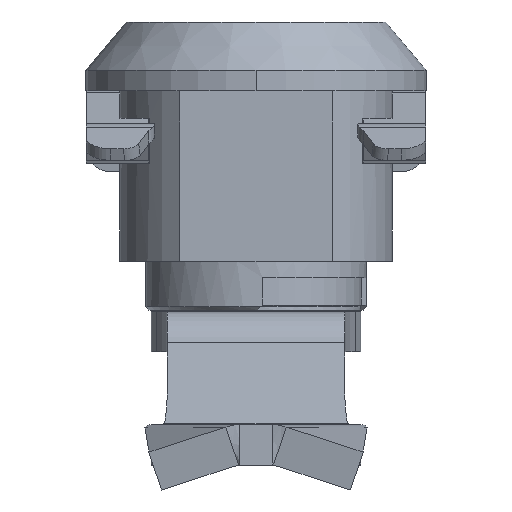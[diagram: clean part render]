
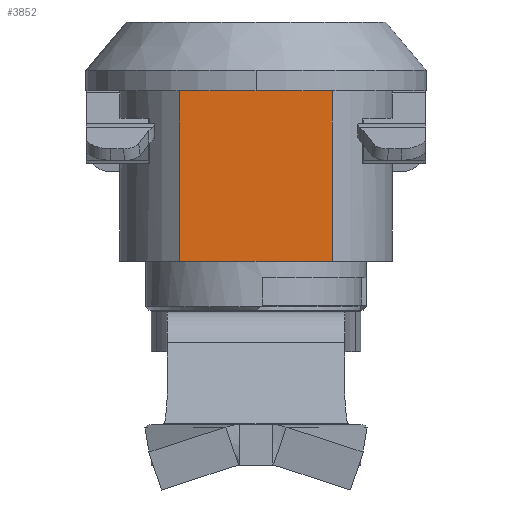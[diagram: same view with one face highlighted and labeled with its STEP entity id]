
A CAD part, left-side view. The second image highlights one B-rep face of the part: STEP entity #3852.
In plain terms, the highlighted planar face has unit normal (-1, 0, 0).
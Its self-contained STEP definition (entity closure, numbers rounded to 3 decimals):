
#84 = CARTESIAN_POINT ( 'NONE',  ( -119.861, -0.988, 51.118 ) ) ;
#196 = VECTOR ( 'NONE', #4601, 1000. ) ;
#289 = LINE ( 'NONE', #3140, #6836 ) ;
#351 = VERTEX_POINT ( 'NONE', #5816 ) ;
#441 = EDGE_CURVE ( 'NONE', #1651, #351, #777, .T. ) ;
#716 = VECTOR ( 'NONE', #2494, 1000. ) ;
#777 = LINE ( 'NONE', #84, #4608 ) ;
#827 = CARTESIAN_POINT ( 'NONE',  ( -119.861, 8.478, 61.661 ) ) ;
#861 = DIRECTION ( 'NONE',  ( 0., 0., 1. ) ) ;
#1174 = ORIENTED_EDGE ( 'NONE', *, *, #7562, .F. ) ;
#1310 = DIRECTION ( 'NONE',  ( 0., 1., 0. ) ) ;
#1651 = VERTEX_POINT ( 'NONE', #5357 ) ;
#1672 = DIRECTION ( 'NONE',  ( 0., 0., -1. ) ) ;
#1684 = ORIENTED_EDGE ( 'NONE', *, *, #441, .F. ) ;
#1892 = AXIS2_PLACEMENT_3D ( 'NONE', #4489, #6816, #1672 ) ;
#2494 = DIRECTION ( 'NONE',  ( 0., 0., -1. ) ) ;
#2572 = VERTEX_POINT ( 'NONE', #827 ) ;
#2755 = ORIENTED_EDGE ( 'NONE', *, *, #5006, .F. ) ;
#2945 = ORIENTED_EDGE ( 'NONE', *, *, #3216, .F. ) ;
#3140 = CARTESIAN_POINT ( 'NONE',  ( -119.861, 8.478, 31.173 ) ) ;
#3216 = EDGE_CURVE ( 'NONE', #5814, #1651, #5386, .T. ) ;
#3377 = LINE ( 'NONE', #5104, #196 ) ;
#3410 = PLANE ( 'NONE',  #1892 ) ;
#3852 = ADVANCED_FACE ( 'NONE', ( #7421 ), #3410, .F. ) ;
#4489 = CARTESIAN_POINT ( 'NONE',  ( -119.861, -0.988, 31.173 ) ) ;
#4575 = CARTESIAN_POINT ( 'NONE',  ( -119.861, -0.988, 61.661 ) ) ;
#4601 = DIRECTION ( 'NONE',  ( 0., -1., 0. ) ) ;
#4608 = VECTOR ( 'NONE', #1310, 1000. ) ;
#5006 = EDGE_CURVE ( 'NONE', #2572, #5814, #3377, .T. ) ;
#5104 = CARTESIAN_POINT ( 'NONE',  ( -119.861, -7.32, 61.661 ) ) ;
#5357 = CARTESIAN_POINT ( 'NONE',  ( -119.861, -0.988, 51.118 ) ) ;
#5386 = LINE ( 'NONE', #6443, #716 ) ;
#5577 = EDGE_LOOP ( 'NONE', ( #1174, #1684, #2945, #2755 ) ) ;
#5814 = VERTEX_POINT ( 'NONE', #4575 ) ;
#5816 = CARTESIAN_POINT ( 'NONE',  ( -119.861, 8.478, 51.118 ) ) ;
#6443 = CARTESIAN_POINT ( 'NONE',  ( -119.861, -0.988, 31.173 ) ) ;
#6816 = DIRECTION ( 'NONE',  ( 1., 0., 0. ) ) ;
#6836 = VECTOR ( 'NONE', #861, 1000. ) ;
#7421 = FACE_OUTER_BOUND ( 'NONE', #5577, .T. ) ;
#7562 = EDGE_CURVE ( 'NONE', #351, #2572, #289, .T. ) ;
